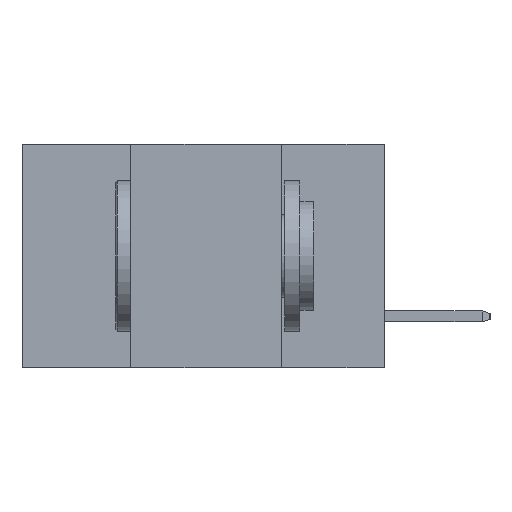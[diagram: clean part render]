
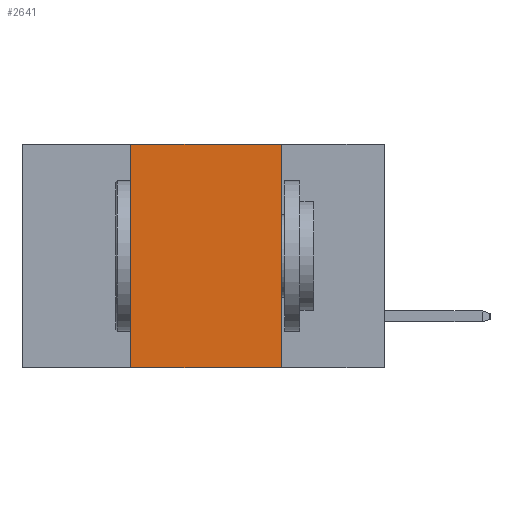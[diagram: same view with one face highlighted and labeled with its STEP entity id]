
A CAD part, left-side view. The second image highlights one B-rep face of the part: STEP entity #2641.
In plain terms, the highlighted planar face has unit normal (-1, 0, 0).
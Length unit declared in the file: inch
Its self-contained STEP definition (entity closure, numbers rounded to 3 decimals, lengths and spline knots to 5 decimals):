
#1047 = EDGE_CURVE ( 'NONE', #17254, #5142, #17003, .T. ) ;
#1786 = DIRECTION ( 'NONE',  ( 0., -1., 0. ) ) ;
#2383 = CARTESIAN_POINT ( 'NONE',  ( 0., 0.42, 0. ) ) ;
#2641 = ADVANCED_FACE ( 'NONE', ( #18926 ), #16280, .F. ) ;
#2961 = VERTEX_POINT ( 'NONE', #17860 ) ;
#5142 = VERTEX_POINT ( 'NONE', #2383 ) ;
#5703 = EDGE_CURVE ( 'NONE', #5142, #16770, #13054, .T. ) ;
#6390 = ORIENTED_EDGE ( 'NONE', *, *, #5703, .F. ) ;
#6413 = ORIENTED_EDGE ( 'NONE', *, *, #1047, .F. ) ;
#6942 = EDGE_CURVE ( 'NONE', #16770, #2961, #16553, .T. ) ;
#7205 = AXIS2_PLACEMENT_3D ( 'NONE', #16513, #16234, #16039 ) ;
#7604 = CARTESIAN_POINT ( 'NONE',  ( 0., 0.17, 0. ) ) ;
#8685 = DIRECTION ( 'NONE',  ( 0., 0., 1. ) ) ;
#9341 = EDGE_LOOP ( 'NONE', ( #13509, #6390, #6413, #10540 ) ) ;
#10131 = CARTESIAN_POINT ( 'NONE',  ( 0., 0.42, -0.37 ) ) ;
#10540 = ORIENTED_EDGE ( 'NONE', *, *, #20619, .T. ) ;
#13054 = LINE ( 'NONE', #19769, #16854 ) ;
#13509 = ORIENTED_EDGE ( 'NONE', *, *, #6942, .F. ) ;
#13688 = DIRECTION ( 'NONE',  ( 0., 0., -1. ) ) ;
#13736 = CARTESIAN_POINT ( 'NONE',  ( 0., 0.17, -0.37 ) ) ;
#15525 = CARTESIAN_POINT ( 'NONE',  ( 0., 0.6, -0.37 ) ) ;
#16039 = DIRECTION ( 'NONE',  ( 0., 0., -1. ) ) ;
#16234 = DIRECTION ( 'NONE',  ( 1., 0., 0. ) ) ;
#16241 = LINE ( 'NONE', #15525, #20989 ) ;
#16280 = PLANE ( 'NONE',  #7205 ) ;
#16513 = CARTESIAN_POINT ( 'NONE',  ( 0., 0.6, 0. ) ) ;
#16553 = LINE ( 'NONE', #13736, #20802 ) ;
#16770 = VERTEX_POINT ( 'NONE', #7604 ) ;
#16854 = VECTOR ( 'NONE', #19386, 39.37008 ) ;
#17003 = LINE ( 'NONE', #10131, #20745 ) ;
#17159 = CARTESIAN_POINT ( 'NONE',  ( 0., 0.42, -0.37 ) ) ;
#17254 = VERTEX_POINT ( 'NONE', #17159 ) ;
#17860 = CARTESIAN_POINT ( 'NONE',  ( 0., 0.17, -0.37 ) ) ;
#18926 = FACE_OUTER_BOUND ( 'NONE', #9341, .T. ) ;
#19386 = DIRECTION ( 'NONE',  ( 0., -1., 0. ) ) ;
#19769 = CARTESIAN_POINT ( 'NONE',  ( 0., 0.6, 0. ) ) ;
#20619 = EDGE_CURVE ( 'NONE', #17254, #2961, #16241, .T. ) ;
#20745 = VECTOR ( 'NONE', #8685, 39.37008 ) ;
#20802 = VECTOR ( 'NONE', #13688, 39.37008 ) ;
#20989 = VECTOR ( 'NONE', #1786, 39.37008 ) ;
